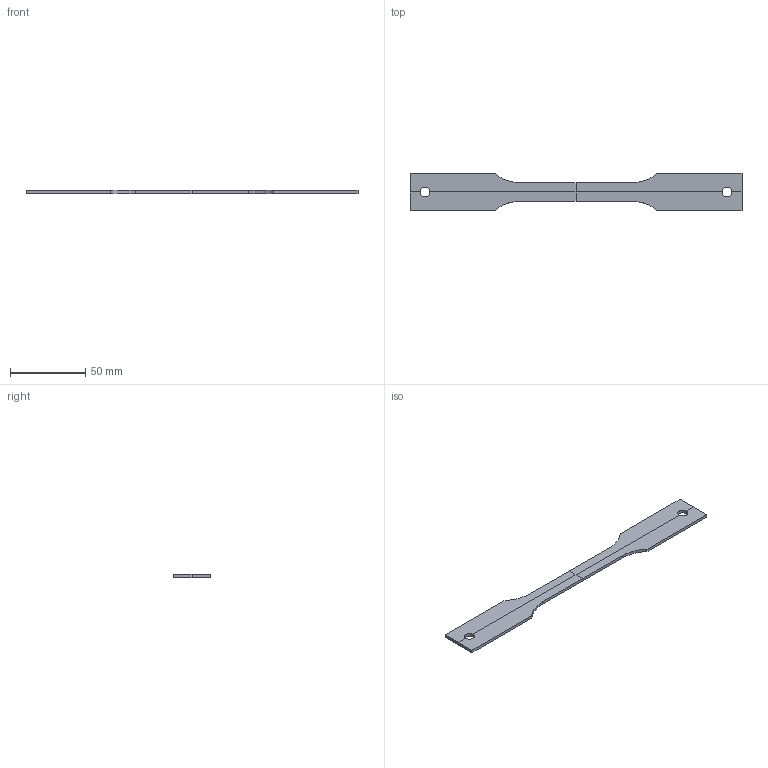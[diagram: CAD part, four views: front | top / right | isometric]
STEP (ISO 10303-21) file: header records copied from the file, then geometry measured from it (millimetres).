
FILE_DESCRIPTION(('FreeCAD Model'),'2;1');
FILE_NAME('Z2241.step', '2020-09-15T10:08:22',('Author'),(''), 'Open CASCADE STEP processor 7.2','FreeCAD','Unknown');
FILE_SCHEMA(('AUTOMOTIVE_DESIGN { 1 0 10303 214 1 1 1 1 }'));
Length unit declared in the file: millimetre
Products named in the file (1): Fusion
Bounding box: 220 x 25 x 2 mm (x, y, z)
Volume: 8425.6 mm3; surface area: 9499.6 mm2
Topology: 1 solids, 1 shells, 28 faces, 72 edges, 42 vertices
Faces by surface type: plane 20, cylinder 8
Entity records: 2000 total; most frequent: CARTESIAN_POINT 339, DIRECTION 278, LINE 180, VECTOR 180, ORIENTED_EDGE 144, PCURVE 144, DEFINITIONAL_REPRESENTATION 144, EDGE_CURVE 72
